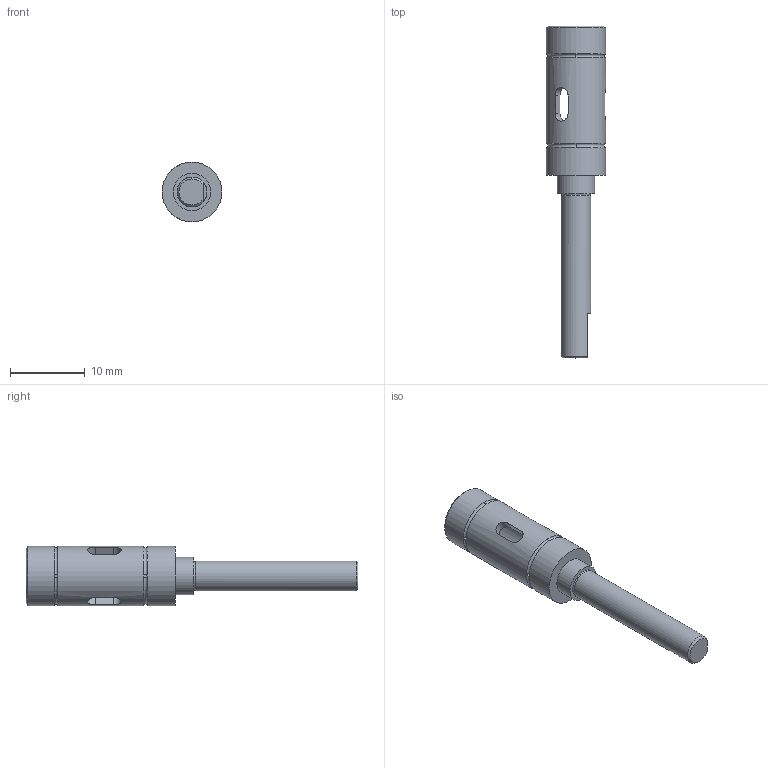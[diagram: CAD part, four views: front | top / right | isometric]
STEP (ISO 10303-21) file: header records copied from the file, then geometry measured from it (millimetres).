
FILE_DESCRIPTION(/* description */ (''),/* implementation_level */ '2;1');
FILE_NAME(/* name */ 'iner_sleeve.stp',/* time_stamp */ '2024-04-01T11:32:47+02:00',/* author */ ('top10'),/* organization */ (''),/* preprocessor_version */ 'ST-DEVELOPER v18.1',/* originating_system */ 'Autodesk Inventor 2021',/* authorisation */ '');
FILE_SCHEMA (('AUTOMOTIVE_DESIGN { 1 0 10303 214 3 1 1 }'));
Length unit declared in the file: millimetre
Products named in the file (1): iner_sleeve
Bounding box: 8 x 44.5 x 8 mm (x, y, z)
Volume: 844.8 mm3; surface area: 1233.5 mm2
Topology: 1 solids, 1 shells, 35 faces, 106 edges, 71 vertices
Faces by surface type: cylinder 14, plane 12, torus 5, cone 4
Full cylindrical faces by diameter (mm): 0.5 x2, 4 x1, 5 x1, 5.5 x1, 8 x3
Entity records: 1570 total; most frequent: CARTESIAN_POINT 589, ORIENTED_EDGE 210, DIRECTION 179, EDGE_CURVE 105, VERTEX_POINT 71, AXIS2_PLACEMENT_3D 69, EDGE_LOOP 44, LINE 41
